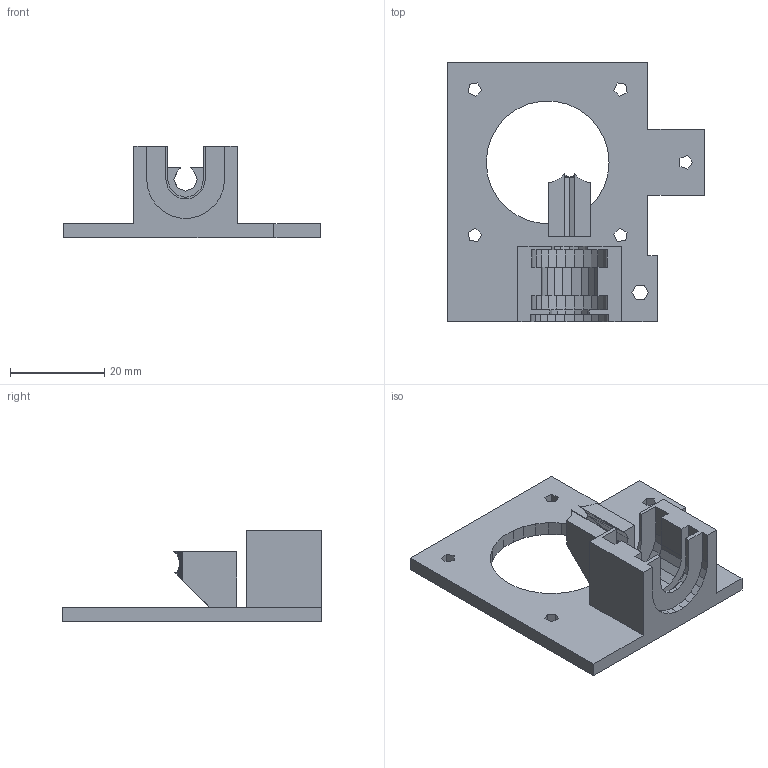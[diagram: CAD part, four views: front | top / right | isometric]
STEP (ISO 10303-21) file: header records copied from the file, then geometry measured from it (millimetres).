
FILE_DESCRIPTION(('FreeCAD Model'),'2;1');
FILE_NAME('Sstruder_v2_plate.step','2017-05-30T14:02:28',('Author'),('' ),'Open CASCADE STEP processor 6.8','FreeCAD','Unknown');
FILE_SCHEMA(('AUTOMOTIVE_DESIGN_CC2 { 1 2 10303 214 -1 1 5 4 }'));
Length unit declared in the file: millimetre
Products named in the file (2): ASSEMBLY; Solid
Assembly tree (1 placements, depth 2):
  ASSEMBLY
    Solid
Bounding box: 54.43 x 55 x 19.34 mm (x, y, z)
Volume: 9804.4 mm3; surface area: 7521.3 mm2
Topology: 1 solids, 1 shells, 256 faces, 646 edges, 392 vertices
Faces by surface type: plane 256
Entity records: 15734 total; most frequent: CARTESIAN_POINT 2681, DIRECTION 2361, LINE 1845, VECTOR 1845, ORIENTED_EDGE 1292, PCURVE 1292, DEFINITIONAL_REPRESENTATION 1292, EDGE_CURVE 646
